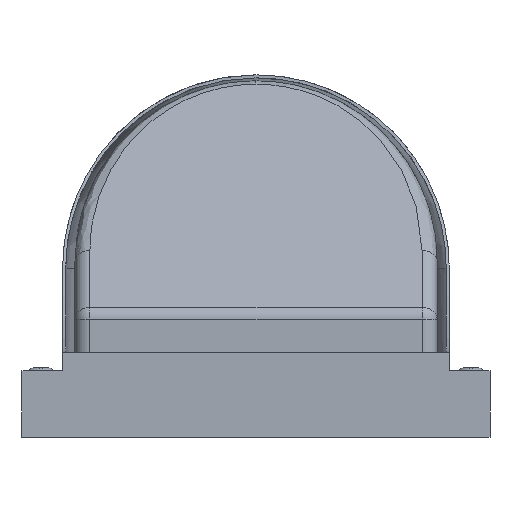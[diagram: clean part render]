
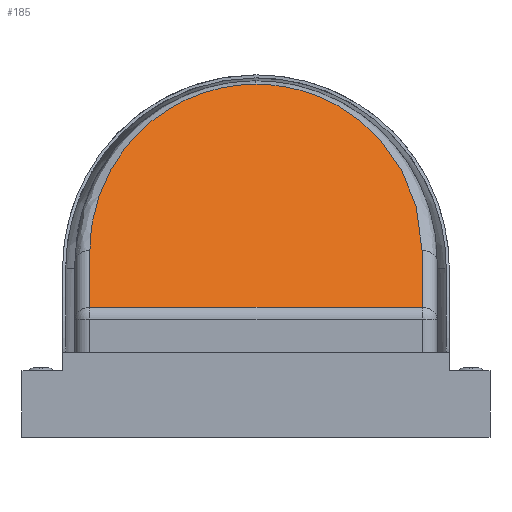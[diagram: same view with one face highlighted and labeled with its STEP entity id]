
A CAD part, front view. The second image highlights one B-rep face of the part: STEP entity #185.
In plain terms, the highlighted planar face has unit normal (0, -0.629, 0.777).
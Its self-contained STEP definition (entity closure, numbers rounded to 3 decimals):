
#185 = ADVANCED_FACE ( 'NONE', ( #2560 ), #4610, .F. ) ;
#200 = CARTESIAN_POINT ( 'NONE',  ( -32.218, 8.624, 116.886 ) ) ;
#497 = EDGE_LOOP ( 'NONE', ( #3186, #3243, #3307, #3321, #3386 ) ) ;
#558 = CARTESIAN_POINT ( 'NONE',  ( -55., -59.317, 61.886 ) ) ;
#563 = CARTESIAN_POINT ( 'NONE',  ( 55., 10., 118. ) ) ;
#693 = EDGE_CURVE ( 'NONE', #815, #2741, #3107, .T. ) ;
#719 = AXIS2_PLACEMENT_3D ( 'NONE', #3940, #3827, #3811 ) ;
#795 = CARTESIAN_POINT ( 'NONE',  ( 0., 8.624, 116.886 ) ) ;
#815 = VERTEX_POINT ( 'NONE', #1884 ) ;
#1249 = VERTEX_POINT ( 'NONE', #3418 ) ;
#1407 =( BOUNDED_CURVE ( )  B_SPLINE_CURVE ( 3, ( #2766, #2366, #3176, #795 ),
 .UNSPECIFIED., .F., .T. ) 
 B_SPLINE_CURVE_WITH_KNOTS ( ( 4, 4 ),
 ( 1.571, 3.142 ),
 .UNSPECIFIED. ) 
 CURVE ( )  GEOMETRIC_REPRESENTATION_ITEM ( )  RATIONAL_B_SPLINE_CURVE ( ( 1., 0.805, 0.805, 1. ) ) 
 REPRESENTATION_ITEM ( '' )  );
#1500 = VERTEX_POINT ( 'NONE', #3925 ) ;
#1567 = EDGE_CURVE ( 'NONE', #3951, #815, #1407, .T. ) ;
#1883 = CARTESIAN_POINT ( 'NONE',  ( -55., 10., 118. ) ) ;
#1884 = CARTESIAN_POINT ( 'NONE',  ( 0., 8.624, 116.886 ) ) ;
#2085 = VECTOR ( 'NONE', #2919, 1000. ) ;
#2114 = LINE ( 'NONE', #563, #2085 ) ;
#2366 = CARTESIAN_POINT ( 'NONE',  ( 55., -19.518, 94.104 ) ) ;
#2516 = CARTESIAN_POINT ( 'NONE',  ( -55., -19.518, 94.104 ) ) ;
#2560 = FACE_OUTER_BOUND ( 'NONE', #497, .T. ) ;
#2643 = CARTESIAN_POINT ( 'NONE',  ( -55., -59.317, 61.886 ) ) ;
#2741 = VERTEX_POINT ( 'NONE', #2643 ) ;
#2766 = CARTESIAN_POINT ( 'NONE',  ( 55., -59.317, 61.886 ) ) ;
#2840 = DIRECTION ( 'NONE',  ( 1., 0., 0. ) ) ;
#2913 = CARTESIAN_POINT ( 'NONE',  ( 0., 8.624, 116.886 ) ) ;
#2919 = DIRECTION ( 'NONE',  ( 0., 0.777, 0.629 ) ) ;
#2982 = EDGE_CURVE ( 'NONE', #1500, #1249, #3686, .T. ) ;
#3056 = VECTOR ( 'NONE', #3500, 1000. ) ;
#3105 = LINE ( 'NONE', #1883, #3056 ) ;
#3107 =( BOUNDED_CURVE ( )  B_SPLINE_CURVE ( 3, ( #2913, #200, #2516, #558 ),
 .UNSPECIFIED., .F., .F. ) 
 B_SPLINE_CURVE_WITH_KNOTS ( ( 4, 4 ),
 ( 0., 1.571 ),
 .UNSPECIFIED. ) 
 CURVE ( )  GEOMETRIC_REPRESENTATION_ITEM ( )  RATIONAL_B_SPLINE_CURVE ( ( 1., 0.805, 0.805, 1. ) ) 
 REPRESENTATION_ITEM ( '' )  );
#3176 = CARTESIAN_POINT ( 'NONE',  ( 32.218, 8.624, 116.886 ) ) ;
#3186 = ORIENTED_EDGE ( 'NONE', *, *, #693, .T. ) ;
#3243 = ORIENTED_EDGE ( 'NONE', *, *, #3377, .T. ) ;
#3307 = ORIENTED_EDGE ( 'NONE', *, *, #2982, .T. ) ;
#3321 = ORIENTED_EDGE ( 'NONE', *, *, #4278, .T. ) ;
#3377 = EDGE_CURVE ( 'NONE', #2741, #1500, #3105, .T. ) ;
#3386 = ORIENTED_EDGE ( 'NONE', *, *, #1567, .T. ) ;
#3418 = CARTESIAN_POINT ( 'NONE',  ( 55., -82.646, 43.001 ) ) ;
#3500 = DIRECTION ( 'NONE',  ( 0., -0.777, -0.629 ) ) ;
#3663 = VECTOR ( 'NONE', #2840, 1000. ) ;
#3686 = LINE ( 'NONE', #4825, #3663 ) ;
#3811 = DIRECTION ( 'NONE',  ( 0., 0.777, 0.629 ) ) ;
#3827 = DIRECTION ( 'NONE',  ( 0., 0.629, -0.777 ) ) ;
#3925 = CARTESIAN_POINT ( 'NONE',  ( -55., -82.646, 43.001 ) ) ;
#3940 = CARTESIAN_POINT ( 'NONE',  ( -77.5, 10., 118. ) ) ;
#3951 = VERTEX_POINT ( 'NONE', #4290 ) ;
#4278 = EDGE_CURVE ( 'NONE', #1249, #3951, #2114, .T. ) ;
#4290 = CARTESIAN_POINT ( 'NONE',  ( 55., -59.317, 61.886 ) ) ;
#4610 = PLANE ( 'NONE',  #719 ) ;
#4825 = CARTESIAN_POINT ( 'NONE',  ( -77.5, -82.646, 43.001 ) ) ;
